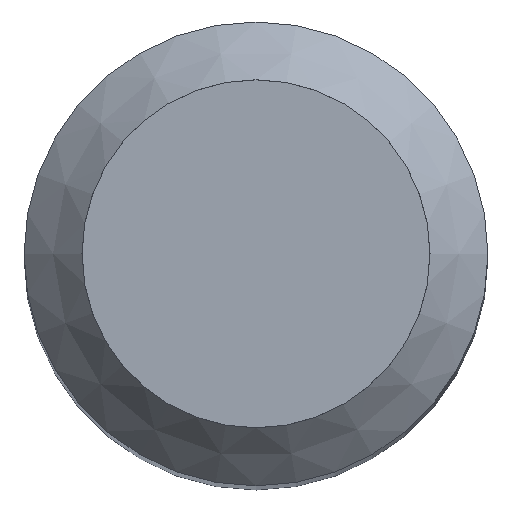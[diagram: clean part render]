
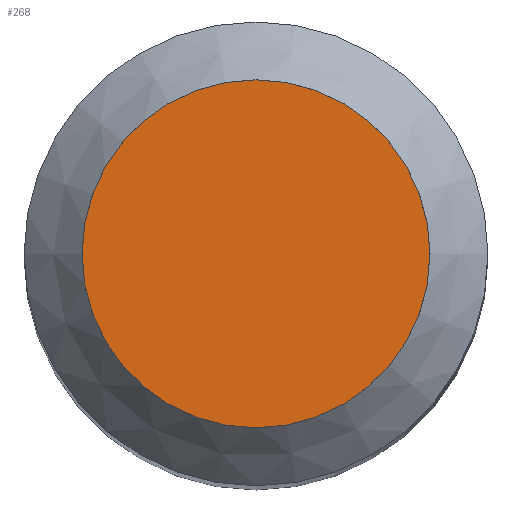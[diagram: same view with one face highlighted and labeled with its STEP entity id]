
A CAD part, top view. The second image highlights one B-rep face of the part: STEP entity #268.
In plain terms, the highlighted planar face has unit normal (0, 0, 1).
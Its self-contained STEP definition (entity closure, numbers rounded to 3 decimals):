
#86=PLANE('',#295);
#103=CIRCLE('',#293,3.);
#104=CIRCLE('',#294,3.);
#121=VERTEX_POINT('',#421);
#122=VERTEX_POINT('',#423);
#166=EDGE_CURVE('',#122,#121,#103,.F.);
#167=EDGE_CURVE('',#121,#122,#104,.F.);
#213=ORIENTED_EDGE('',*,*,#166,.T.);
#214=ORIENTED_EDGE('',*,*,#167,.T.);
#240=EDGE_LOOP('',(#213,#214));
#254=FACE_BOUND('',#240,.T.);
#268=ADVANCED_FACE('',(#254),#86,.F.);
#293=AXIS2_PLACEMENT_3D('',#422,#352,#353);
#294=AXIS2_PLACEMENT_3D('',#424,#354,#355);
#295=AXIS2_PLACEMENT_3D('',#425,#356,$);
#352=DIRECTION('',(0.,0.,-1.));
#353=DIRECTION('',(-3.,0.,0.));
#354=DIRECTION('',(0.,0.,-1.));
#355=DIRECTION('',(-3.,0.,0.));
#356=DIRECTION('',(0.,0.,-1.));
#421=CARTESIAN_POINT('',(-3.,0.,0.));
#422=CARTESIAN_POINT('',(0.,0.,0.));
#423=CARTESIAN_POINT('',(3.,0.,0.));
#424=CARTESIAN_POINT('',(0.,0.,0.));
#425=CARTESIAN_POINT('',(0.,3.,0.));
